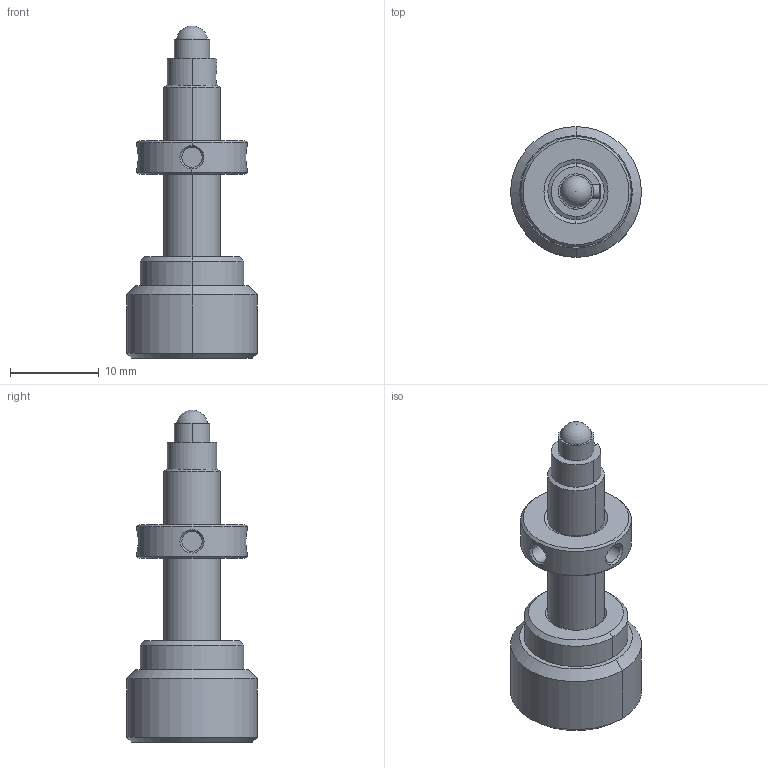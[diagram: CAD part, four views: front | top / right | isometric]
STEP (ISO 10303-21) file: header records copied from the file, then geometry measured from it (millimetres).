
FILE_DESCRIPTION (( 'STEP AP214' ), '1' );
FILE_NAME ('8650-E0W.STEP', '2021-06-08T19:24:33', ( '' ), ( '' ), 'SwSTEP 2.0', 'SolidWorks 2018', '' );
FILE_SCHEMA (( 'AUTOMOTIVE_DESIGN' ));
Length unit declared in the file: inch
Products named in the file (1): 8650-E0W
Bounding box: 14.73 x 14.73 x 37.41 mm (x, y, z)
Volume: 2445.3 mm3; surface area: 3042.1 mm2
Topology: 8 solids, 8 shells, 287 faces, 677 edges, 434 vertices
Faces by surface type: plane 124, cylinder 65, bspline 56, cone 38, sphere 2, torus 2
Entity records: 14649 total; most frequent: CARTESIAN_POINT 4505, ORIENTED_EDGE 1346, DIRECTION 1151, EDGE_CURVE 673, VERTEX_POINT 432, AXIS2_PLACEMENT_3D 390, LINE 371, VECTOR 371
